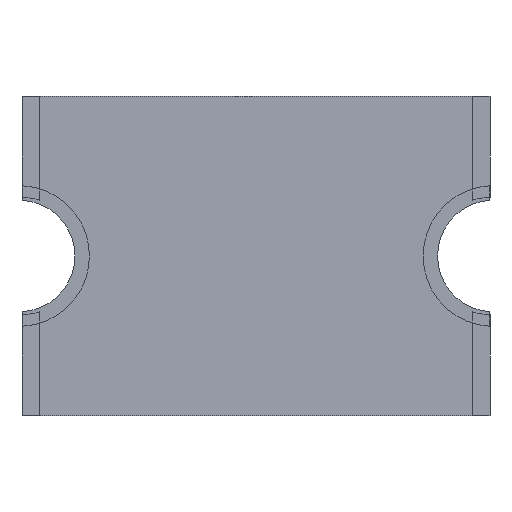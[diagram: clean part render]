
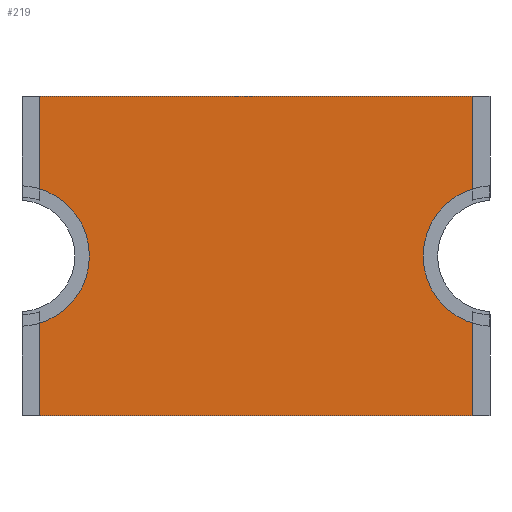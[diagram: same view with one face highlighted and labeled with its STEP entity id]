
A CAD part, front view. The second image highlights one B-rep face of the part: STEP entity #219.
In plain terms, the highlighted planar face has unit normal (0, -1, 0).
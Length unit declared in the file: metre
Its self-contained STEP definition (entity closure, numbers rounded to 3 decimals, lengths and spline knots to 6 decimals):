
#219 = ADVANCED_FACE( '', ( #464 ), #465, .T. );
#464 = FACE_OUTER_BOUND( '', #754, .T. );
#465 = PLANE( '', #755 );
#754 = EDGE_LOOP( '', ( #1324, #1325, #1326, #1327, #1328, #1329, #1330, #1331 ) );
#755 = AXIS2_PLACEMENT_3D( '', #1332, #1333, #1334 );
#1324 = ORIENTED_EDGE( '', *, *, #1985, .F. );
#1325 = ORIENTED_EDGE( '', *, *, #1986, .F. );
#1326 = ORIENTED_EDGE( '', *, *, #1987, .F. );
#1327 = ORIENTED_EDGE( '', *, *, #1932, .F. );
#1328 = ORIENTED_EDGE( '', *, *, #1902, .F. );
#1329 = ORIENTED_EDGE( '', *, *, #1813, .F. );
#1330 = ORIENTED_EDGE( '', *, *, #1886, .F. );
#1331 = ORIENTED_EDGE( '', *, *, #1975, .F. );
#1332 = CARTESIAN_POINT( '', ( 0., 0., -0.00544 ) );
#1333 = DIRECTION( '', ( 0., -1., 0. ) );
#1334 = DIRECTION( '', ( 0., 0., -1. ) );
#1813 = EDGE_CURVE( '', #2087, #2088, #2089, .T. );
#1886 = EDGE_CURVE( '', #2212, #2087, #2213, .T. );
#1902 = EDGE_CURVE( '', #2088, #2237, #2238, .T. );
#1932 = EDGE_CURVE( '', #2237, #2285, #2286, .T. );
#1975 = EDGE_CURVE( '', #2344, #2212, #2346, .T. );
#1985 = EDGE_CURVE( '', #2361, #2344, #2362, .T. );
#1986 = EDGE_CURVE( '', #2363, #2361, #2364, .T. );
#1987 = EDGE_CURVE( '', #2285, #2363, #2365, .T. );
#2087 = VERTEX_POINT( '', #2487 );
#2088 = VERTEX_POINT( '', #2488 );
#2089 = LINE( '', #2489, #2490 );
#2212 = VERTEX_POINT( '', #2752 );
#2213 = LINE( '', #2753, #2754 );
#2237 = VERTEX_POINT( '', #2822 );
#2238 = CIRCLE( '', #2823, 0.001 );
#2285 = VERTEX_POINT( '', #2988 );
#2286 = LINE( '', #2989, #2990 );
#2344 = VERTEX_POINT( '', #3123 );
#2346 = LINE( '', #3126, #3127 );
#2361 = VERTEX_POINT( '', #3157 );
#2362 = CIRCLE( '', #3158, 0.001 );
#2363 = VERTEX_POINT( '', #3159 );
#2364 = LINE( '', #3160, #3161 );
#2365 = LINE( '', #3162, #3163 );
#2487 = CARTESIAN_POINT( '', ( 0., 0., -0.00544 ) );
#2488 = CARTESIAN_POINT( '', ( 0., 0., -0.00372 ) );
#2489 = CARTESIAN_POINT( '', ( 0., 0., 0. ) );
#2490 = VECTOR( '', #3486, 1. );
#2752 = CARTESIAN_POINT( '', ( 0.00798, 0., -0.00544 ) );
#2753 = CARTESIAN_POINT( '', ( 0., 0., -0.00544 ) );
#2754 = VECTOR( '', #3546, 1. );
#2822 = CARTESIAN_POINT( '', ( 0., 0., -0.00172 ) );
#2823 = AXIS2_PLACEMENT_3D( '', #3558, #3559, #3560 );
#2988 = CARTESIAN_POINT( '', ( 0., 0., 0. ) );
#2989 = CARTESIAN_POINT( '', ( 0., 0., 0. ) );
#2990 = VECTOR( '', #3584, 1. );
#3123 = CARTESIAN_POINT( '', ( 0.00798, 0., -0.00372 ) );
#3126 = CARTESIAN_POINT( '', ( 0.00798, 0., 0. ) );
#3127 = VECTOR( '', #3618, 1. );
#3157 = CARTESIAN_POINT( '', ( 0.00798, 0., -0.00172 ) );
#3158 = AXIS2_PLACEMENT_3D( '', #3624, #3625, #3626 );
#3159 = CARTESIAN_POINT( '', ( 0.00798, 0., 0. ) );
#3160 = CARTESIAN_POINT( '', ( 0.00798, 0., 0. ) );
#3161 = VECTOR( '', #3627, 1. );
#3162 = CARTESIAN_POINT( '', ( 0., 0., 0. ) );
#3163 = VECTOR( '', #3628, 1. );
#3486 = DIRECTION( '', ( 0., 0., 1. ) );
#3546 = DIRECTION( '', ( -1., 0., 0. ) );
#3558 = CARTESIAN_POINT( '', ( 0., 0., -0.00272 ) );
#3559 = DIRECTION( '', ( 0., -1., 0. ) );
#3560 = DIRECTION( '', ( 0., 0., -1. ) );
#3584 = DIRECTION( '', ( 0., 0., 1. ) );
#3618 = DIRECTION( '', ( 0., 0., -1. ) );
#3624 = CARTESIAN_POINT( '', ( 0.00798, 0., -0.00272 ) );
#3625 = DIRECTION( '', ( 0., -1., 0. ) );
#3626 = DIRECTION( '', ( 0., 0., -1. ) );
#3627 = DIRECTION( '', ( 0., 0., -1. ) );
#3628 = DIRECTION( '', ( 1., 0., 0. ) );
